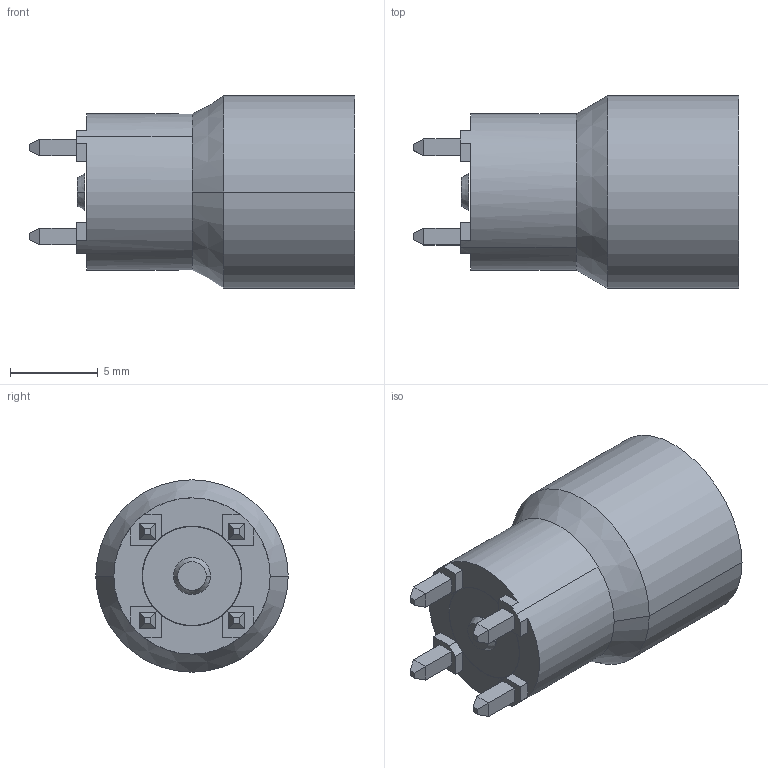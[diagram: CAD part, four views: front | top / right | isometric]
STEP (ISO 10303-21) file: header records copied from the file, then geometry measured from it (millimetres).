
FILE_DESCRIPTION((''),'2;1');
FILE_NAME('920-264P-51P_SW0002','2013-05-13T',('Clement Lazar'),(''),'PRO/ENGINEER BY PARAMETRIC TECHNOLOGY CORPORATION, 2010100','PRO/ENGINEER BY PARAMETRIC TECHNOLOGY CORPORATION, 2010100','');
FILE_SCHEMA(('CONFIG_CONTROL_DESIGN'));
Length unit declared in the file: millimetre
Products named in the file (1): 920-264P-51P_SW0002
Bounding box: 18.55 x 10.97 x 10.97 mm (x, y, z)
Surface area: 1151.3 mm2 (no closed solid volume)
Topology: 0 solids, 9 shells, 127 faces, 451 edges, 330 vertices
Faces by surface type: plane 73, torus 18, cylinder 16, cone 16, sphere 4
Entity records: 5823 total; most frequent: CARTESIAN_POINT 2062, DIRECTION 743, ORIENTED_EDGE 724, EDGE_CURVE 451, VERTEX_POINT 330, AXIS2_PLACEMENT_3D 257, VECTOR 229, LINE 229
